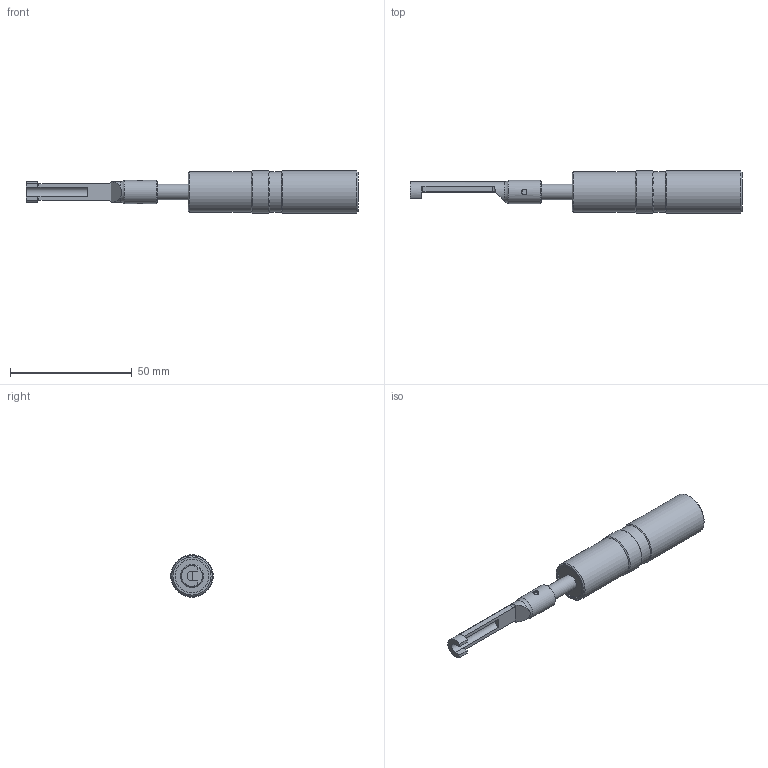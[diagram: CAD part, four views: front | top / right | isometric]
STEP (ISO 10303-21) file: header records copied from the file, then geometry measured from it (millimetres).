
FILE_DESCRIPTION (( 'STEP AP203' ), '1' );
FILE_NAME ('ST-SSMC2_3D.step', '2020-07-23T20:33:28', ( '' ), ( '' ), 'SwSTEP 2.0', 'SolidWorks 2018', '' );
FILE_SCHEMA (( 'CONFIG_CONTROL_DESIGN' ));
Length unit declared in the file: inch
Products named in the file (1): ST-SSMC2_3D
Bounding box: 136.53 x 17.46 x 17.46 mm (x, y, z)
Volume: 18434.6 mm3; surface area: 5919.4 mm2
Topology: 1 solids, 1 shells, 56 faces, 135 edges, 87 vertices
Faces by surface type: plane 32, cylinder 17, cone 6, torus 1
Full cylindrical faces by diameter (mm): 2.394 x2, 6.35 x1, 9.525 x1, 13.97 x1, 16.7 x2, 17.462 x2
Entity records: 1667 total; most frequent: CARTESIAN_POINT 405, DIRECTION 240, ORIENTED_EDGE 220, EDGE_CURVE 110, AXIS2_PLACEMENT_3D 86, EDGE_LOOP 79, VERTEX_POINT 79, VECTOR 68
